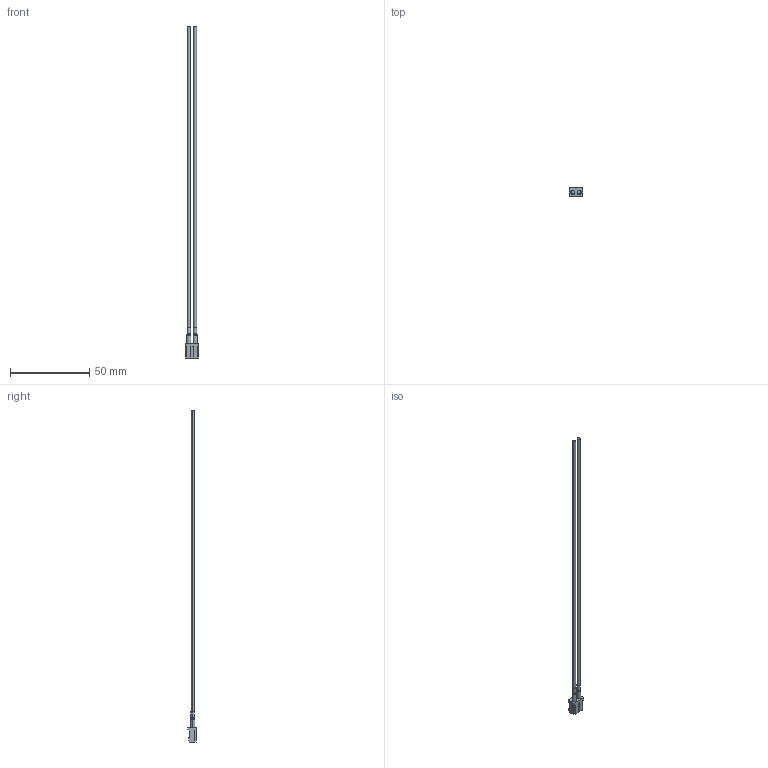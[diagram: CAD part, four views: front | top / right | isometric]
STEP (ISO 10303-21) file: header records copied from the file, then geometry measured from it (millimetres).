
FILE_DESCRIPTION (( 'STEP AP214' ), '1' );
FILE_NAME ('FWJL27-S02020WH-01-REF .STEP', '2025-07-29T09:38:03', ( '' ), ( '' ), 'SwSTEP 2.0', 'SolidWorks 2021', '' );
FILE_SCHEMA (( 'AUTOMOTIVE_DESIGN' ));
Length unit declared in the file: millimetre
Products named in the file (1): FWJL27-S02020WH-01-REF 
Bounding box: 8.72 x 5.2 x 209.1 mm (x, y, z)
Volume: 1437.3 mm3; surface area: 2933.2 mm2
Topology: 1 solids, 3 shells, 140 faces, 350 edges, 222 vertices
Faces by surface type: plane 70, cylinder 36, cone 20, torus 14
Entity records: 5396 total; most frequent: CARTESIAN_POINT 941, DIRECTION 744, ORIENTED_EDGE 700, EDGE_CURVE 350, AXIS2_PLACEMENT_3D 281, VERTEX_POINT 222, VECTOR 182, LINE 182
